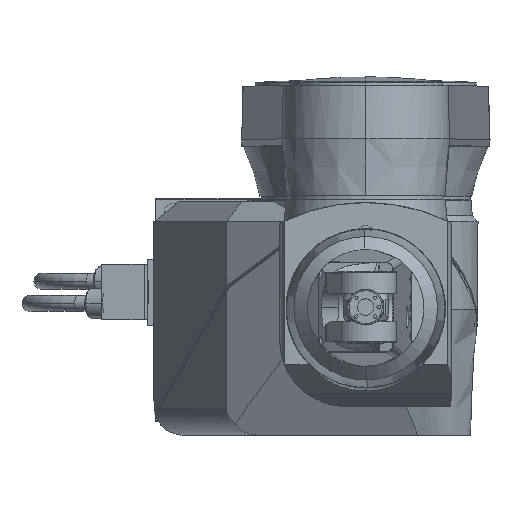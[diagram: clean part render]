
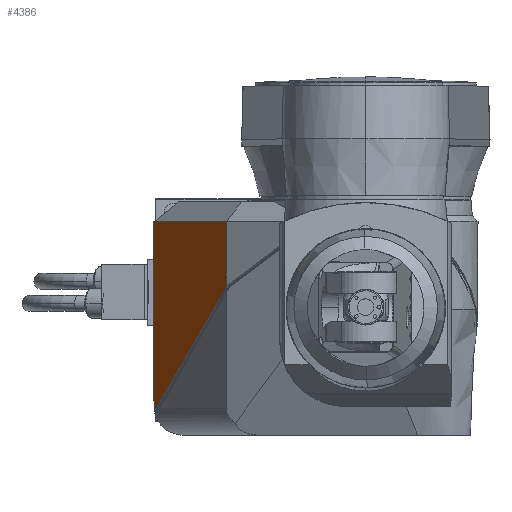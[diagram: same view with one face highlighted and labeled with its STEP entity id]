
A CAD part, top view. The second image highlights one B-rep face of the part: STEP entity #4386.
In plain terms, the highlighted planar face has unit normal (-0.866, 0, 0.5).
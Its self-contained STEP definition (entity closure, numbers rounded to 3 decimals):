
#4347=AXIS2_PLACEMENT_3D('Plane Axis2P3D',#4344,#4345,#4346) ;
#3885=CARTESIAN_POINT('Vertex',(-170.318,133.,-125.)) ;
#3905=CARTESIAN_POINT('Line Origine',(-115.47,133.,-30.)) ;
#3909=CARTESIAN_POINT('Vertex',(-60.622,133.,65.)) ;
#4327=CARTESIAN_POINT('Vertex',(-170.318,-138.039,-125.)) ;
#4330=CARTESIAN_POINT('Line Origine',(-170.318,-2.519,-125.)) ;
#4344=CARTESIAN_POINT('Axis2P3D Location',(-170.318,163.,-125.)) ;
#4349=CARTESIAN_POINT('Line Origine',(-114.114,-57.349,-27.651)) ;
#4353=CARTESIAN_POINT('Vertex',(-167.606,-150.,-120.302)) ;
#4355=CARTESIAN_POINT('Vertex',(-60.622,35.302,65.)) ;
#4358=CARTESIAN_POINT('Line Origine',(-60.622,84.151,65.)) ;
#4364=CARTESIAN_POINT('Control Point',(-170.318,-138.039,-125.)) ;
#4365=CARTESIAN_POINT('Control Point',(-170.318,-140.418,-125.)) ;
#4366=CARTESIAN_POINT('Control Point',(-170.284,-142.806,-124.941)) ;
#4367=CARTESIAN_POINT('Control Point',(-170.216,-145.204,-124.822)) ;
#4368=CARTESIAN_POINT('Control Point',(-170.114,-147.602,-124.646)) ;
#4369=CARTESIAN_POINT('Control Point',(-169.979,-150.,-124.412)) ;
#4370=CARTESIAN_POINT('Vertex',(-169.979,-150.,-124.412)) ;
#4373=CARTESIAN_POINT('Line Origine',(-168.792,-150.,-122.357)) ;
#3906=DIRECTION('Vector Direction',(-0.5,0.,-0.866)) ;
#4331=DIRECTION('Vector Direction',(0.,1.,0.)) ;
#4345=DIRECTION('Axis2P3D Direction',(0.866,0.,-0.5)) ;
#4346=DIRECTION('Axis2P3D XDirection',(0.,1.,0.)) ;
#4350=DIRECTION('Vector Direction',(0.378,0.655,0.655)) ;
#4359=DIRECTION('Vector Direction',(0.,-1.,0.)) ;
#4374=DIRECTION('Vector Direction',(-0.5,0.,-0.866)) ;
#3907=VECTOR('Line Direction',#3906,1.) ;
#4332=VECTOR('Line Direction',#4331,1.) ;
#4351=VECTOR('Line Direction',#4350,1.) ;
#4360=VECTOR('Line Direction',#4359,1.) ;
#4375=VECTOR('Line Direction',#4374,1.) ;
#4379=ORIENTED_EDGE('',*,*,#4357,.T.) ;
#4380=ORIENTED_EDGE('',*,*,#4362,.F.) ;
#4381=ORIENTED_EDGE('',*,*,#3911,.T.) ;
#4382=ORIENTED_EDGE('',*,*,#4334,.F.) ;
#4383=ORIENTED_EDGE('',*,*,#4372,.T.) ;
#4384=ORIENTED_EDGE('',*,*,#4377,.F.) ;
#4386=ADVANCED_FACE('Corps \X2\00E9\X0\paule',(#4385),#4348,.F.) ;
#4363=B_SPLINE_CURVE_WITH_KNOTS('',5,(#4364,#4365,#4366,#4367,#4368,#4369),.UNSPECIFIED.,.F.,.U.,(6,6),(0.,19.719),.UNSPECIFIED.) ;
#3911=EDGE_CURVE('',#3910,#3886,#3908,.T.) ;
#4334=EDGE_CURVE('',#4328,#3886,#4333,.T.) ;
#4357=EDGE_CURVE('',#4354,#4356,#4352,.T.) ;
#4362=EDGE_CURVE('',#3910,#4356,#4361,.T.) ;
#4372=EDGE_CURVE('',#4328,#4371,#4363,.T.) ;
#4377=EDGE_CURVE('',#4354,#4371,#4376,.T.) ;
#4378=EDGE_LOOP('',(#4379,#4380,#4381,#4382,#4383,#4384)) ;
#4385=FACE_OUTER_BOUND('',#4378,.T.) ;
#3908=LINE('Line',#3905,#3907) ;
#4333=LINE('Line',#4330,#4332) ;
#4352=LINE('Line',#4349,#4351) ;
#4361=LINE('Line',#4358,#4360) ;
#4376=LINE('Line',#4373,#4375) ;
#4348=PLANE('Plane',#4347) ;
#3886=VERTEX_POINT('',#3885) ;
#3910=VERTEX_POINT('',#3909) ;
#4328=VERTEX_POINT('',#4327) ;
#4354=VERTEX_POINT('',#4353) ;
#4356=VERTEX_POINT('',#4355) ;
#4371=VERTEX_POINT('',#4370) ;
